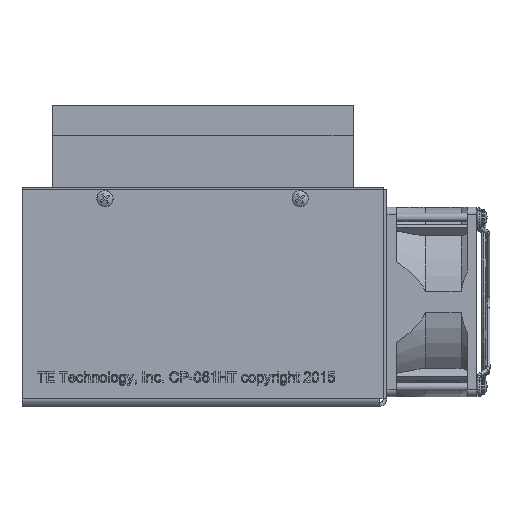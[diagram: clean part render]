
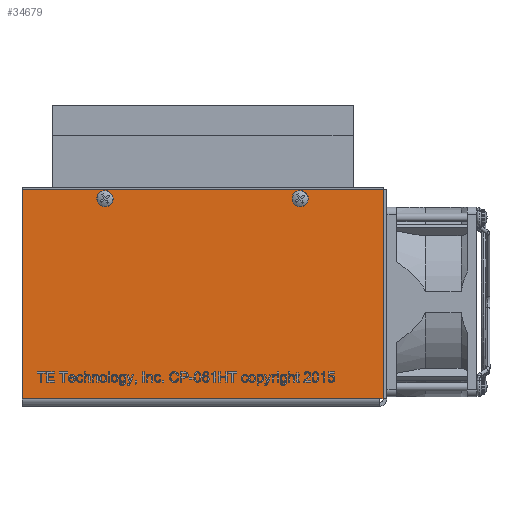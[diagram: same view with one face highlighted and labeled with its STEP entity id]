
A CAD part, front view. The second image highlights one B-rep face of the part: STEP entity #34679.
In plain terms, the highlighted planar face has unit normal (0, -1, 0).
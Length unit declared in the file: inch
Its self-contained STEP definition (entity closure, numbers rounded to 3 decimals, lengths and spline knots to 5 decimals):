
#4044=VECTOR('',#40072,1.);
#4049=VECTOR('',#40078,1.);
#4069=VECTOR('',#40129,1.);
#4070=VECTOR('',#40130,1.);
#4071=VECTOR('',#40131,1.);
#7011=LINE('',#47485,#4044);
#7016=LINE('',#47495,#4049);
#7036=LINE('',#47548,#4069);
#7037=LINE('',#47550,#4070);
#7038=LINE('',#47552,#4071);
#9674=PLANE('',#36743);
#10971=VERTEX_POINT('',#47395);
#10975=VERTEX_POINT('',#47404);
#11006=VERTEX_POINT('',#47483);
#11008=VERTEX_POINT('',#47486);
#11011=VERTEX_POINT('',#47494);
#11024=VERTEX_POINT('',#47549);
#11025=VERTEX_POINT('',#47551);
#13859=CIRCLE('',#36693,0.085);
#13863=CIRCLE('',#36698,0.085);
#15371=EDGE_CURVE('',#10971,#10971,#13859,.T.);
#15375=EDGE_CURVE('',#10975,#10975,#13863,.T.);
#15412=EDGE_CURVE('',#11008,#11006,#7011,.T.);
#15417=EDGE_CURVE('',#11011,#11006,#7016,.T.);
#15445=EDGE_CURVE('',#11008,#11024,#7036,.T.);
#15446=EDGE_CURVE('',#11025,#11011,#7037,.T.);
#15447=EDGE_CURVE('',#11024,#11025,#7038,.T.);
#21126=ORIENTED_EDGE('',*,*,#15371,.T.);
#21127=ORIENTED_EDGE('',*,*,#15375,.T.);
#21128=ORIENTED_EDGE('',*,*,#15445,.F.);
#21129=ORIENTED_EDGE('',*,*,#15412,.T.);
#21130=ORIENTED_EDGE('',*,*,#15417,.F.);
#21131=ORIENTED_EDGE('',*,*,#15446,.F.);
#21132=ORIENTED_EDGE('',*,*,#15447,.F.);
#29979=EDGE_LOOP('',(#21126));
#29980=EDGE_LOOP('',(#21127));
#29981=EDGE_LOOP('',(#21128,#21129,#21130,#21131,#21132));
#32395=FACE_BOUND('',#29979,.T.);
#32396=FACE_BOUND('',#29980,.T.);
#32397=FACE_BOUND('',#29981,.T.);
#34679=ADVANCED_FACE('',(#32395,#32396,#32397),#9674,.F.);
#36693=AXIS2_PLACEMENT_3D('',#47394,#39997,#39998);
#36698=AXIS2_PLACEMENT_3D('',#47403,#40007,#40008);
#36743=AXIS2_PLACEMENT_3D('',#47547,#40128,$);
#39997=DIRECTION('',(0.,1.,0.));
#39998=DIRECTION('',(0.,0.,0.085));
#40007=DIRECTION('',(0.,1.,0.));
#40008=DIRECTION('',(0.,0.,0.085));
#40072=DIRECTION('',(1.,0.,0.));
#40078=DIRECTION('',(0.,0.,-1.));
#40128=DIRECTION('',(0.,1.,0.));
#40129=DIRECTION('',(-1.,0.,0.));
#40130=DIRECTION('',(1.,0.,0.));
#40131=DIRECTION('',(0.,0.,1.));
#47394=CARTESIAN_POINT('',(-1.5885,-2.063,3.45));
#47395=CARTESIAN_POINT('',(-1.5885,-2.063,3.365));
#47403=CARTESIAN_POINT('',(1.6525,-2.063,3.45));
#47404=CARTESIAN_POINT('',(1.6525,-2.063,3.365));
#47483=CARTESIAN_POINT('',(3.0315,-2.063,0.126));
#47485=CARTESIAN_POINT('',(2.9685,-2.063,0.126));
#47486=CARTESIAN_POINT('',(2.9685,-2.063,0.126));
#47494=CARTESIAN_POINT('',(3.0315,-2.063,3.61));
#47495=CARTESIAN_POINT('',(3.0315,-2.063,3.61));
#47547=CARTESIAN_POINT('',(0.,-2.063,1.8351));
#47548=CARTESIAN_POINT('',(0.,-2.063,0.126));
#47549=CARTESIAN_POINT('',(-2.9685,-2.063,0.126));
#47550=CARTESIAN_POINT('',(2.9685,-2.063,3.61));
#47551=CARTESIAN_POINT('',(-2.9685,-2.063,3.61));
#47552=CARTESIAN_POINT('',(-2.9685,-2.063,3.61));
